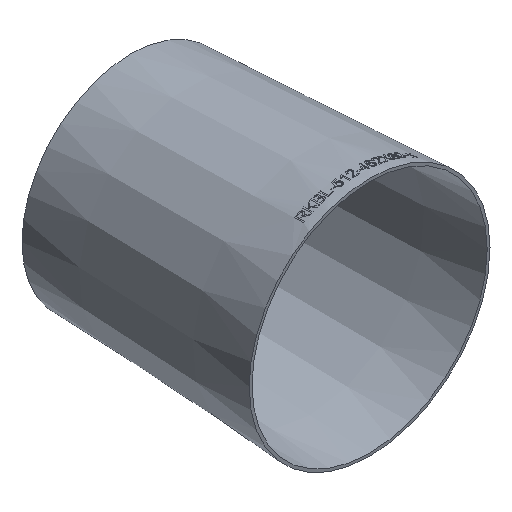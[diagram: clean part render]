
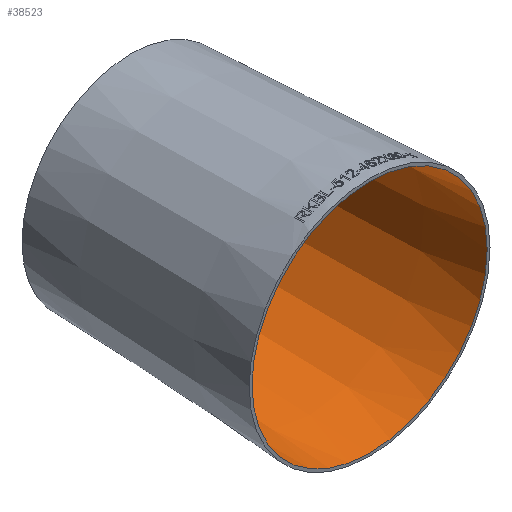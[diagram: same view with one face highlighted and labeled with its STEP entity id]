
A CAD part, isometric view. The second image highlights one B-rep face of the part: STEP entity #38523.
In plain terms, the highlighted conical face has half-angle 2.817 degrees and reference radius 249.993 mm.
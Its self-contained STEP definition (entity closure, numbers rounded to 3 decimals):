
#1285 = VERTEX_POINT ( 'NONE', #31178 ) ;
#2753 = EDGE_LOOP ( 'NONE', ( #20729 ) ) ;
#3138 = CONICAL_SURFACE ( 'NONE', #32485, 249.993, 0.049 ) ;
#3486 = EDGE_LOOP ( 'NONE', ( #11769 ) ) ;
#4026 = AXIS2_PLACEMENT_3D ( 'NONE', #26968, #22910, #32960 ) ;
#11517 = CARTESIAN_POINT ( 'NONE',  ( 0., 0., -249.993 ) ) ;
#11769 = ORIENTED_EDGE ( 'NONE', *, *, #13626, .F. ) ;
#12205 = CIRCLE ( 'NONE', #4026, 224.993 ) ;
#13617 = CARTESIAN_POINT ( 'NONE',  ( 0., 0., 0. ) ) ;
#13626 = EDGE_CURVE ( 'NONE', #1285, #1285, #12205, .T. ) ;
#19842 = FACE_BOUND ( 'NONE', #3486, .T. ) ;
#20729 = ORIENTED_EDGE ( 'NONE', *, *, #26579, .T. ) ;
#21859 = CARTESIAN_POINT ( 'NONE',  ( 0., 0., 0. ) ) ;
#22910 = DIRECTION ( 'NONE',  ( 0., -1., 0. ) ) ;
#23039 = DIRECTION ( 'NONE',  ( 0., -1., 0. ) ) ;
#26029 = DIRECTION ( 'NONE',  ( 0., 0., -1. ) ) ;
#26579 = EDGE_CURVE ( 'NONE', #30971, #30971, #32998, .T. ) ;
#26968 = CARTESIAN_POINT ( 'NONE',  ( 0., 508., 0. ) ) ;
#30971 = VERTEX_POINT ( 'NONE', #11517 ) ;
#31178 = CARTESIAN_POINT ( 'NONE',  ( 0., 508., -224.993 ) ) ;
#32485 = AXIS2_PLACEMENT_3D ( 'NONE', #13617, #23039, #26029 ) ;
#32960 = DIRECTION ( 'NONE',  ( 0., 0., -1. ) ) ;
#32998 = CIRCLE ( 'NONE', #40539, 249.993 ) ;
#35672 = FACE_OUTER_BOUND ( 'NONE', #2753, .T. ) ;
#37275 = DIRECTION ( 'NONE',  ( 0., -1., 0. ) ) ;
#37694 = DIRECTION ( 'NONE',  ( 0., 0., -1. ) ) ;
#38523 = ADVANCED_FACE ( 'NONE', ( #19842, #35672 ), #3138, .F. ) ;
#40539 = AXIS2_PLACEMENT_3D ( 'NONE', #21859, #37275, #37694 ) ;
